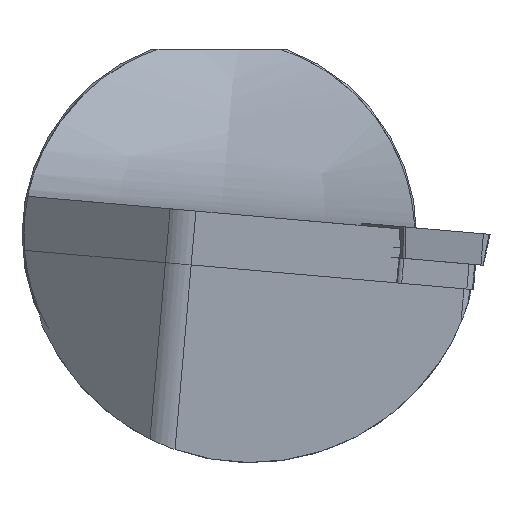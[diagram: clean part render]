
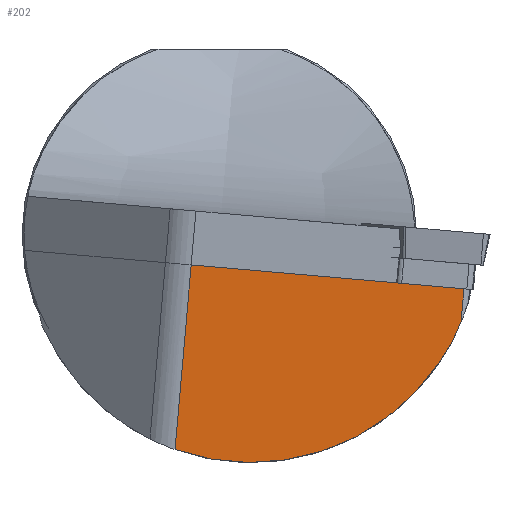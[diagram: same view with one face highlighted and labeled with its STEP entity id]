
A CAD part, left-side view. The second image highlights one B-rep face of the part: STEP entity #202.
In plain terms, the highlighted planar face has unit normal (-0.999, 0.052, 0.004).
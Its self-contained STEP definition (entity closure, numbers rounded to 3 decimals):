
#137=ELLIPSE('',#994,28.889,28.85);
#202=ADVANCED_FACE('',(#277),#240,.F.);
#240=PLANE('',#995);
#277=FACE_OUTER_BOUND('',#327,.T.);
#327=EDGE_LOOP('',(#483,#484,#485,#486,#487,#488));
#483=ORIENTED_EDGE('',*,*,#767,.T.);
#484=ORIENTED_EDGE('',*,*,#708,.T.);
#485=ORIENTED_EDGE('',*,*,#724,.T.);
#486=ORIENTED_EDGE('',*,*,#765,.T.);
#487=ORIENTED_EDGE('',*,*,#768,.T.);
#488=ORIENTED_EDGE('',*,*,#769,.F.);
#629=VERTEX_POINT('',#1284);
#630=VERTEX_POINT('',#1285);
#632=VERTEX_POINT('',#1291);
#668=VERTEX_POINT('',#1794);
#669=VERTEX_POINT('',#1801);
#670=VERTEX_POINT('',#1803);
#708=EDGE_CURVE('',#629,#630,#830,.T.);
#724=EDGE_CURVE('',#630,#632,#838,.T.);
#765=EDGE_CURVE('',#632,#668,#850,.T.);
#767=EDGE_CURVE('',#669,#629,#851,.T.);
#768=EDGE_CURVE('',#668,#670,#137,.T.);
#769=EDGE_CURVE('',#669,#670,#852,.T.);
#830=LINE('',#1283,#894);
#838=LINE('',#1334,#902);
#850=LINE('',#1793,#914);
#851=LINE('',#1800,#915);
#852=LINE('',#1804,#916);
#894=VECTOR('',#1049,1.);
#902=VECTOR('',#1071,1.);
#914=VECTOR('',#1137,1.);
#915=VECTOR('',#1140,1.);
#916=VECTOR('',#1143,1.);
#994=AXIS2_PLACEMENT_3D('',#1802,#1141,#1142);
#995=AXIS2_PLACEMENT_3D('',#1805,#1144,#1145);
#1049=DIRECTION('',(0.052,0.995,0.087));
#1071=DIRECTION('',(0.052,0.995,0.087));
#1137=DIRECTION('',(0.,0.087,-0.996));
#1140=DIRECTION('',(0.052,0.995,0.087));
#1141=DIRECTION('',(-0.999,0.052,0.005));
#1142=DIRECTION('',(-0.052,-0.995,-0.087));
#1143=DIRECTION('',(0.,0.087,-0.996));
#1144=DIRECTION('',(0.999,-0.052,-0.005));
#1145=DIRECTION('',(0.052,0.999,0.));
#1283=CARTESIAN_POINT('',(2.983,3.561,-3.804));
#1284=CARTESIAN_POINT('',(1.612,-22.599,-6.092));
#1285=CARTESIAN_POINT('',(1.613,-22.571,-6.09));
#1291=CARTESIAN_POINT('',(2.983,3.561,-3.804));
#1334=CARTESIAN_POINT('',(2.983,3.561,-3.804));
#1793=CARTESIAN_POINT('',(2.983,-46.224,565.237));
#1794=CARTESIAN_POINT('',(2.983,5.608,-27.203));
#1800=CARTESIAN_POINT('',(2.983,3.561,-3.804));
#1801=CARTESIAN_POINT('',(1.172,-31.001,-6.827));
#1802=CARTESIAN_POINT('',(2.607,-4.,0.));
#1803=CARTESIAN_POINT('',(1.172,-30.627,-11.105));
#1804=CARTESIAN_POINT('',(1.172,-80.786,562.213));
#1805=CARTESIAN_POINT('',(2.983,-46.224,565.237));
